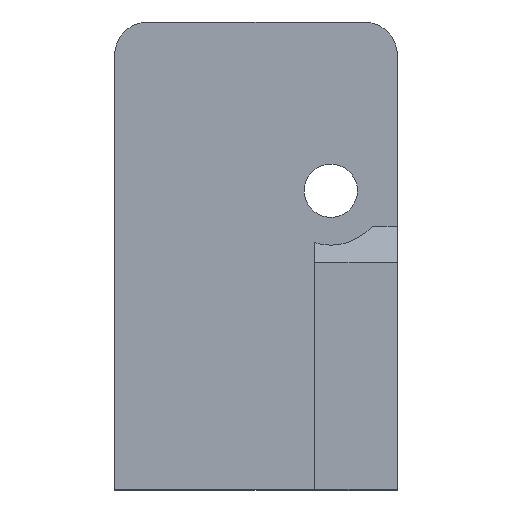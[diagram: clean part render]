
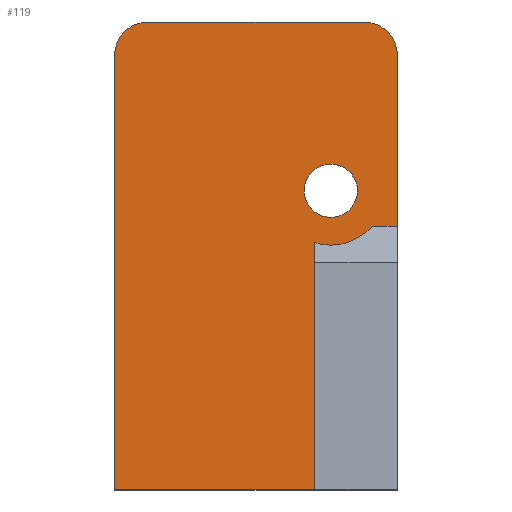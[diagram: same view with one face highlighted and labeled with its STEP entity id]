
A CAD part, top view. The second image highlights one B-rep face of the part: STEP entity #119.
In plain terms, the highlighted planar face has unit normal (0, 0, 1).
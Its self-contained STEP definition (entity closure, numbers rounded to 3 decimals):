
#17 = CARTESIAN_POINT ( 'NONE',  ( 0., 0., 3. ) ) ;
#34 = DIRECTION ( 'NONE',  ( 1., 0., 0. ) ) ;
#41 = ORIENTED_EDGE ( 'NONE', *, *, #249, .T. ) ;
#47 = CARTESIAN_POINT ( 'NONE',  ( -15., -3.4, 3. ) ) ;
#49 = CARTESIAN_POINT ( 'NONE',  ( -15., 6.897, 3. ) ) ;
#79 = DIRECTION ( 'NONE',  ( 0., 1., 0. ) ) ;
#81 = EDGE_CURVE ( 'NONE', #171, #145, #498, .T. ) ;
#106 = ORIENTED_EDGE ( 'NONE', *, *, #374, .T. ) ;
#107 = CARTESIAN_POINT ( 'NONE',  ( -16.497, -3.4, 3. ) ) ;
#113 = DIRECTION ( 'NONE',  ( -1., 0., 0. ) ) ;
#117 = VERTEX_POINT ( 'NONE', #338 ) ;
#118 = DIRECTION ( 'NONE',  ( 0., 0., 1. ) ) ;
#119 = ADVANCED_FACE ( 'NONE', ( #206, #743 ), #324, .T. ) ;
#125 = AXIS2_PLACEMENT_3D ( 'NONE', #17, #580, #203 ) ;
#132 = VERTEX_POINT ( 'NONE', #501 ) ;
#135 = LINE ( 'NONE', #258, #187 ) ;
#143 = EDGE_CURVE ( 'NONE', #550, #132, #135, .T. ) ;
#145 = VERTEX_POINT ( 'NONE', #511 ) ;
#146 = CARTESIAN_POINT ( 'NONE',  ( -30., 8.897, 3. ) ) ;
#151 = CARTESIAN_POINT ( 'NONE',  ( -19.966, -19.241, 3. ) ) ;
#168 = ORIENTED_EDGE ( 'NONE', *, *, #566, .T. ) ;
#171 = VERTEX_POINT ( 'NONE', #507 ) ;
#175 = DIRECTION ( 'NONE',  ( 0., 0., 1. ) ) ;
#187 = VECTOR ( 'NONE', #644, 1000. ) ;
#192 = EDGE_CURVE ( 'NONE', #702, #563, #517, .T. ) ;
#197 = CARTESIAN_POINT ( 'NONE',  ( -15., 8.897, 3. ) ) ;
#198 = DIRECTION ( 'NONE',  ( 0., -1., 0. ) ) ;
#203 = DIRECTION ( 'NONE',  ( 1., 0., 0. ) ) ;
#206 = FACE_OUTER_BOUND ( 'NONE', #311, .T. ) ;
#210 = CARTESIAN_POINT ( 'NONE',  ( -15., -3.4, 3. ) ) ;
#216 = CIRCLE ( 'NONE', #373, 2. ) ;
#217 = LINE ( 'NONE', #296, #731 ) ;
#226 = CIRCLE ( 'NONE', #680, 3.3 ) ;
#235 = DIRECTION ( 'NONE',  ( 1., 0., 0. ) ) ;
#243 = DIRECTION ( 'NONE',  ( 0., -1., 0. ) ) ;
#249 = EDGE_CURVE ( 'NONE', #563, #601, #217, .T. ) ;
#252 = VECTOR ( 'NONE', #79, 1000. ) ;
#258 = CARTESIAN_POINT ( 'NONE',  ( 0., 8.897, 3. ) ) ;
#264 = VECTOR ( 'NONE', #198, 1000. ) ;
#265 = DIRECTION ( 'NONE',  ( 0., 0., 1. ) ) ;
#272 = EDGE_CURVE ( 'NONE', #145, #171, #552, .T. ) ;
#275 = VERTEX_POINT ( 'NONE', #49 ) ;
#296 = CARTESIAN_POINT ( 'NONE',  ( -32., -19.241, 3. ) ) ;
#311 = EDGE_LOOP ( 'NONE', ( #340, #483, #674, #41, #168, #106, #452, #460, #634 ) ) ;
#324 = PLANE ( 'NONE',  #125 ) ;
#338 = CARTESIAN_POINT ( 'NONE',  ( -19.966, -4.405, 3. ) ) ;
#340 = ORIENTED_EDGE ( 'NONE', *, *, #143, .F. ) ;
#342 = CARTESIAN_POINT ( 'NONE',  ( -19., -1.25, 3. ) ) ;
#352 = AXIS2_PLACEMENT_3D ( 'NONE', #730, #175, #424 ) ;
#359 = EDGE_CURVE ( 'NONE', #647, #738, #420, .T. ) ;
#360 = CARTESIAN_POINT ( 'NONE',  ( -19., -1.25, 3. ) ) ;
#369 = EDGE_LOOP ( 'NONE', ( #715, #404 ) ) ;
#371 = AXIS2_PLACEMENT_3D ( 'NONE', #360, #118, #235 ) ;
#373 = AXIS2_PLACEMENT_3D ( 'NONE', #652, #265, #530 ) ;
#374 = EDGE_CURVE ( 'NONE', #117, #738, #226, .T. ) ;
#404 = ORIENTED_EDGE ( 'NONE', *, *, #272, .F. ) ;
#420 = LINE ( 'NONE', #210, #473 ) ;
#424 = DIRECTION ( 'NONE',  ( 1., 0., 0. ) ) ;
#452 = ORIENTED_EDGE ( 'NONE', *, *, #359, .F. ) ;
#460 = ORIENTED_EDGE ( 'NONE', *, *, #462, .F. ) ;
#462 = EDGE_CURVE ( 'NONE', #275, #647, #506, .T. ) ;
#465 = DIRECTION ( 'NONE',  ( 0., 0., 1. ) ) ;
#473 = VECTOR ( 'NONE', #113, 1000. ) ;
#483 = ORIENTED_EDGE ( 'NONE', *, *, #485, .T. ) ;
#485 = EDGE_CURVE ( 'NONE', #550, #702, #720, .T. ) ;
#498 = CIRCLE ( 'NONE', #352, 1.6 ) ;
#501 = CARTESIAN_POINT ( 'NONE',  ( -17., 8.897, 3. ) ) ;
#506 = LINE ( 'NONE', #197, #553 ) ;
#507 = CARTESIAN_POINT ( 'NONE',  ( -17.4, -1.25, 3. ) ) ;
#511 = CARTESIAN_POINT ( 'NONE',  ( -20.6, -1.25, 3. ) ) ;
#517 = LINE ( 'NONE', #576, #264 ) ;
#522 = EDGE_CURVE ( 'NONE', #275, #132, #216, .T. ) ;
#530 = DIRECTION ( 'NONE',  ( 1., 0., 0. ) ) ;
#550 = VERTEX_POINT ( 'NONE', #146 ) ;
#551 = CARTESIAN_POINT ( 'NONE',  ( -30., 6.897, 3. ) ) ;
#552 = CIRCLE ( 'NONE', #371, 1.6 ) ;
#553 = VECTOR ( 'NONE', #243, 1000. ) ;
#563 = VERTEX_POINT ( 'NONE', #591 ) ;
#566 = EDGE_CURVE ( 'NONE', #601, #117, #649, .T. ) ;
#576 = CARTESIAN_POINT ( 'NONE',  ( -32., 0., 3. ) ) ;
#580 = DIRECTION ( 'NONE',  ( 0., 0., 1. ) ) ;
#591 = CARTESIAN_POINT ( 'NONE',  ( -32., -19.241, 3. ) ) ;
#592 = DIRECTION ( 'NONE',  ( 1., 0., 0. ) ) ;
#601 = VERTEX_POINT ( 'NONE', #151 ) ;
#634 = ORIENTED_EDGE ( 'NONE', *, *, #522, .T. ) ;
#635 = CARTESIAN_POINT ( 'NONE',  ( -19.966, 0., 3. ) ) ;
#644 = DIRECTION ( 'NONE',  ( 1., 0., 0. ) ) ;
#647 = VERTEX_POINT ( 'NONE', #47 ) ;
#649 = LINE ( 'NONE', #635, #252 ) ;
#652 = CARTESIAN_POINT ( 'NONE',  ( -17., 6.897, 3. ) ) ;
#674 = ORIENTED_EDGE ( 'NONE', *, *, #192, .T. ) ;
#680 = AXIS2_PLACEMENT_3D ( 'NONE', #342, #465, #34 ) ;
#702 = VERTEX_POINT ( 'NONE', #728 ) ;
#715 = ORIENTED_EDGE ( 'NONE', *, *, #81, .F. ) ;
#720 = CIRCLE ( 'NONE', #742, 2. ) ;
#728 = CARTESIAN_POINT ( 'NONE',  ( -32., 6.897, 3. ) ) ;
#730 = CARTESIAN_POINT ( 'NONE',  ( -19., -1.25, 3. ) ) ;
#731 = VECTOR ( 'NONE', #592, 1000. ) ;
#736 = DIRECTION ( 'NONE',  ( 0., 0., 1. ) ) ;
#738 = VERTEX_POINT ( 'NONE', #107 ) ;
#741 = DIRECTION ( 'NONE',  ( 1., 0., 0. ) ) ;
#742 = AXIS2_PLACEMENT_3D ( 'NONE', #551, #736, #741 ) ;
#743 = FACE_BOUND ( 'NONE', #369, .T. ) ;
